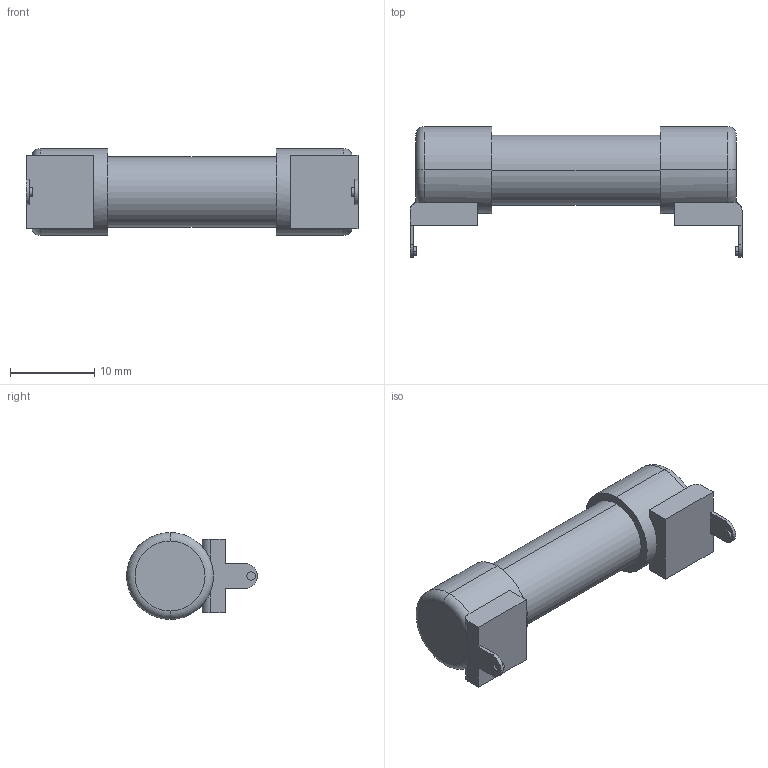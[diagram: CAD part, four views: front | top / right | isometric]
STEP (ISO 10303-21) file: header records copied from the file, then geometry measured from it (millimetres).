
FILE_DESCRIPTION (( 'STEP AP214' ), '1' );
FILE_NAME ('PF-K-T1.STEP', '2022-03-09T16:57:24', ( '' ), ( '' ), 'SwSTEP 2.0', 'SolidWorks 2021', '' );
FILE_SCHEMA (( 'AUTOMOTIVE_DESIGN' ));
Length unit declared in the file: millimetre
Products named in the file (1): PF-K-T1
Bounding box: 39.35 x 15.5 x 10.3 mm (x, y, z)
Volume: 2855.8 mm3; surface area: 1602.9 mm2
Topology: 2 solids, 2 shells, 54 faces, 130 edges, 84 vertices
Faces by surface type: plane 28, cylinder 22, torus 4
Entity records: 1777 total; most frequent: CARTESIAN_POINT 403, DIRECTION 288, ORIENTED_EDGE 260, EDGE_CURVE 130, AXIS2_PLACEMENT_3D 107, VERTEX_POINT 84, VECTOR 74, LINE 74
